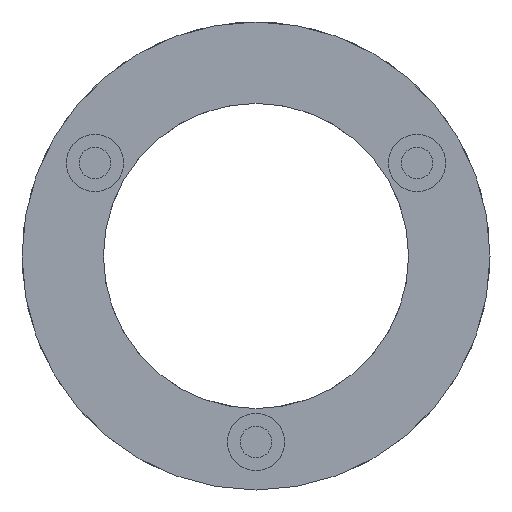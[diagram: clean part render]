
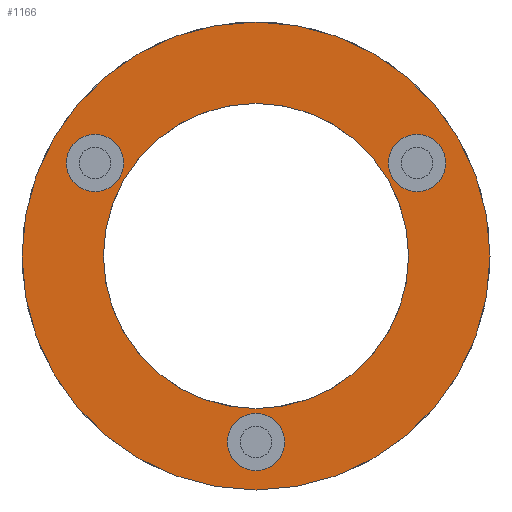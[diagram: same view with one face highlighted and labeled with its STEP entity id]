
A CAD part, front view. The second image highlights one B-rep face of the part: STEP entity #1166.
In plain terms, the highlighted planar face has unit normal (0, -1, 0).
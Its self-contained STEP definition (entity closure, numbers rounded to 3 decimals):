
#27 = EDGE_LOOP ( 'NONE', ( #2559, #2107 ) ) ;
#45 = DIRECTION ( 'NONE',  ( 0., -1., 0. ) ) ;
#53 = DIRECTION ( 'NONE',  ( 0., -1., 0. ) ) ;
#67 = VERTEX_POINT ( 'NONE', #1930 ) ;
#94 = EDGE_CURVE ( 'NONE', #1063, #2492, #704, .T. ) ;
#184 = CARTESIAN_POINT ( 'NONE',  ( 0., -4., -19.475 ) ) ;
#241 = VERTEX_POINT ( 'NONE', #1264 ) ;
#254 = EDGE_LOOP ( 'NONE', ( #837, #2254 ) ) ;
#260 = CARTESIAN_POINT ( 'NONE',  ( 0., -4., -22.475 ) ) ;
#303 = ORIENTED_EDGE ( 'NONE', *, *, #701, .F. ) ;
#316 = EDGE_CURVE ( 'NONE', #629, #2300, #2904, .T. ) ;
#333 = DIRECTION ( 'NONE',  ( 0., -1., 0. ) ) ;
#335 = AXIS2_PLACEMENT_3D ( 'NONE', #2772, #1447, #1477 ) ;
#358 = DIRECTION ( 'NONE',  ( 0., -1., 0. ) ) ;
#381 = CIRCLE ( 'NONE', #1076, 3. ) ;
#436 = ORIENTED_EDGE ( 'NONE', *, *, #2013, .T. ) ;
#442 = EDGE_CURVE ( 'NONE', #2052, #67, #2649, .T. ) ;
#489 = FACE_BOUND ( 'NONE', #254, .T. ) ;
#504 = DIRECTION ( 'NONE',  ( -0.866, 0., 0.5 ) ) ;
#524 = ORIENTED_EDGE ( 'NONE', *, *, #94, .F. ) ;
#604 = AXIS2_PLACEMENT_3D ( 'NONE', #3256, #2694, #936 ) ;
#606 = CIRCLE ( 'NONE', #1025, 3. ) ;
#626 = CARTESIAN_POINT ( 'NONE',  ( 19.464, -4., 11.238 ) ) ;
#629 = VERTEX_POINT ( 'NONE', #2074 ) ;
#701 = EDGE_CURVE ( 'NONE', #241, #2525, #606, .T. ) ;
#704 = CIRCLE ( 'NONE', #604, 3. ) ;
#791 = CARTESIAN_POINT ( 'NONE',  ( -16.866, -4., 9.737 ) ) ;
#837 = ORIENTED_EDGE ( 'NONE', *, *, #316, .F. ) ;
#867 = CIRCLE ( 'NONE', #1693, 3. ) ;
#936 = DIRECTION ( 'NONE',  ( 0., 0., -1. ) ) ;
#945 = CIRCLE ( 'NONE', #1258, 24.5 ) ;
#1020 = CARTESIAN_POINT ( 'NONE',  ( 0., -4., 24.5 ) ) ;
#1022 = DIRECTION ( 'NONE',  ( 0., -1., 0. ) ) ;
#1025 = AXIS2_PLACEMENT_3D ( 'NONE', #2851, #2639, #1383 ) ;
#1063 = VERTEX_POINT ( 'NONE', #260 ) ;
#1076 = AXIS2_PLACEMENT_3D ( 'NONE', #184, #1732, #2747 ) ;
#1139 = CARTESIAN_POINT ( 'NONE',  ( 0., -4., 0. ) ) ;
#1150 = PLANE ( 'NONE',  #2604 ) ;
#1166 = ADVANCED_FACE ( 'NONE', ( #2785, #489, #1528, #2048, #3091 ), #1150, .T. ) ;
#1258 = AXIS2_PLACEMENT_3D ( 'NONE', #2318, #53, #1290 ) ;
#1264 = CARTESIAN_POINT ( 'NONE',  ( 14.268, -4., 8.238 ) ) ;
#1290 = DIRECTION ( 'NONE',  ( 0., 0., -1. ) ) ;
#1318 = EDGE_LOOP ( 'NONE', ( #1931, #303 ) ) ;
#1350 = CARTESIAN_POINT ( 'NONE',  ( 0., -4., -24.5 ) ) ;
#1361 = DIRECTION ( 'NONE',  ( 0., 0., -1. ) ) ;
#1373 = ORIENTED_EDGE ( 'NONE', *, *, #2621, .F. ) ;
#1383 = DIRECTION ( 'NONE',  ( 0.866, 0., 0.5 ) ) ;
#1397 = DIRECTION ( 'NONE',  ( 0., 0., -1. ) ) ;
#1447 = DIRECTION ( 'NONE',  ( 0., -1., 0. ) ) ;
#1477 = DIRECTION ( 'NONE',  ( 0.866, 0., 0.5 ) ) ;
#1528 = FACE_BOUND ( 'NONE', #2331, .T. ) ;
#1533 = CARTESIAN_POINT ( 'NONE',  ( 0., -4., 0. ) ) ;
#1693 = AXIS2_PLACEMENT_3D ( 'NONE', #791, #45, #504 ) ;
#1732 = DIRECTION ( 'NONE',  ( 0., -1., 0. ) ) ;
#1744 = CIRCLE ( 'NONE', #335, 3. ) ;
#1805 = DIRECTION ( 'NONE',  ( -0.866, 0., 0.5 ) ) ;
#1930 = CARTESIAN_POINT ( 'NONE',  ( 0., -4., 15.975 ) ) ;
#1931 = ORIENTED_EDGE ( 'NONE', *, *, #2948, .F. ) ;
#2013 = EDGE_CURVE ( 'NONE', #2723, #3250, #2641, .T. ) ;
#2048 = FACE_OUTER_BOUND ( 'NONE', #2103, .T. ) ;
#2052 = VERTEX_POINT ( 'NONE', #2897 ) ;
#2074 = CARTESIAN_POINT ( 'NONE',  ( -19.464, -4., 11.237 ) ) ;
#2099 = CARTESIAN_POINT ( 'NONE',  ( 0., -4., -16.475 ) ) ;
#2103 = EDGE_LOOP ( 'NONE', ( #436, #2208 ) ) ;
#2107 = ORIENTED_EDGE ( 'NONE', *, *, #2595, .F. ) ;
#2208 = ORIENTED_EDGE ( 'NONE', *, *, #3092, .T. ) ;
#2232 = CARTESIAN_POINT ( 'NONE',  ( 0., -4., 0. ) ) ;
#2254 = ORIENTED_EDGE ( 'NONE', *, *, #2722, .F. ) ;
#2300 = VERTEX_POINT ( 'NONE', #2583 ) ;
#2318 = CARTESIAN_POINT ( 'NONE',  ( 0., -4., 0. ) ) ;
#2323 = AXIS2_PLACEMENT_3D ( 'NONE', #2625, #2914, #1397 ) ;
#2331 = EDGE_LOOP ( 'NONE', ( #524, #1373 ) ) ;
#2377 = CIRCLE ( 'NONE', #2959, 15.975 ) ;
#2492 = VERTEX_POINT ( 'NONE', #2099 ) ;
#2525 = VERTEX_POINT ( 'NONE', #626 ) ;
#2529 = CARTESIAN_POINT ( 'NONE',  ( -16.866, -4., 9.737 ) ) ;
#2559 = ORIENTED_EDGE ( 'NONE', *, *, #442, .F. ) ;
#2583 = CARTESIAN_POINT ( 'NONE',  ( -14.268, -4., 8.237 ) ) ;
#2595 = EDGE_CURVE ( 'NONE', #67, #2052, #2377, .T. ) ;
#2604 = AXIS2_PLACEMENT_3D ( 'NONE', #1139, #358, #1361 ) ;
#2621 = EDGE_CURVE ( 'NONE', #2492, #1063, #381, .T. ) ;
#2625 = CARTESIAN_POINT ( 'NONE',  ( 0., -4., 0. ) ) ;
#2639 = DIRECTION ( 'NONE',  ( 0., -1., 0. ) ) ;
#2641 = CIRCLE ( 'NONE', #2323, 24.5 ) ;
#2645 = AXIS2_PLACEMENT_3D ( 'NONE', #2529, #1022, #1805 ) ;
#2649 = CIRCLE ( 'NONE', #2701, 15.975 ) ;
#2694 = DIRECTION ( 'NONE',  ( 0., -1., 0. ) ) ;
#2701 = AXIS2_PLACEMENT_3D ( 'NONE', #1533, #333, #3098 ) ;
#2722 = EDGE_CURVE ( 'NONE', #2300, #629, #867, .T. ) ;
#2723 = VERTEX_POINT ( 'NONE', #1020 ) ;
#2747 = DIRECTION ( 'NONE',  ( 0., 0., -1. ) ) ;
#2772 = CARTESIAN_POINT ( 'NONE',  ( 16.866, -4., 9.738 ) ) ;
#2785 = FACE_BOUND ( 'NONE', #1318, .T. ) ;
#2851 = CARTESIAN_POINT ( 'NONE',  ( 16.866, -4., 9.738 ) ) ;
#2897 = CARTESIAN_POINT ( 'NONE',  ( 0., -4., -15.975 ) ) ;
#2904 = CIRCLE ( 'NONE', #2645, 3. ) ;
#2914 = DIRECTION ( 'NONE',  ( 0., -1., 0. ) ) ;
#2948 = EDGE_CURVE ( 'NONE', #2525, #241, #1744, .T. ) ;
#2959 = AXIS2_PLACEMENT_3D ( 'NONE', #2232, #3239, #2974 ) ;
#2974 = DIRECTION ( 'NONE',  ( 0., 0., -1. ) ) ;
#3091 = FACE_BOUND ( 'NONE', #27, .T. ) ;
#3092 = EDGE_CURVE ( 'NONE', #3250, #2723, #945, .T. ) ;
#3098 = DIRECTION ( 'NONE',  ( 0., 0., -1. ) ) ;
#3239 = DIRECTION ( 'NONE',  ( 0., -1., 0. ) ) ;
#3250 = VERTEX_POINT ( 'NONE', #1350 ) ;
#3256 = CARTESIAN_POINT ( 'NONE',  ( 0., -4., -19.475 ) ) ;
